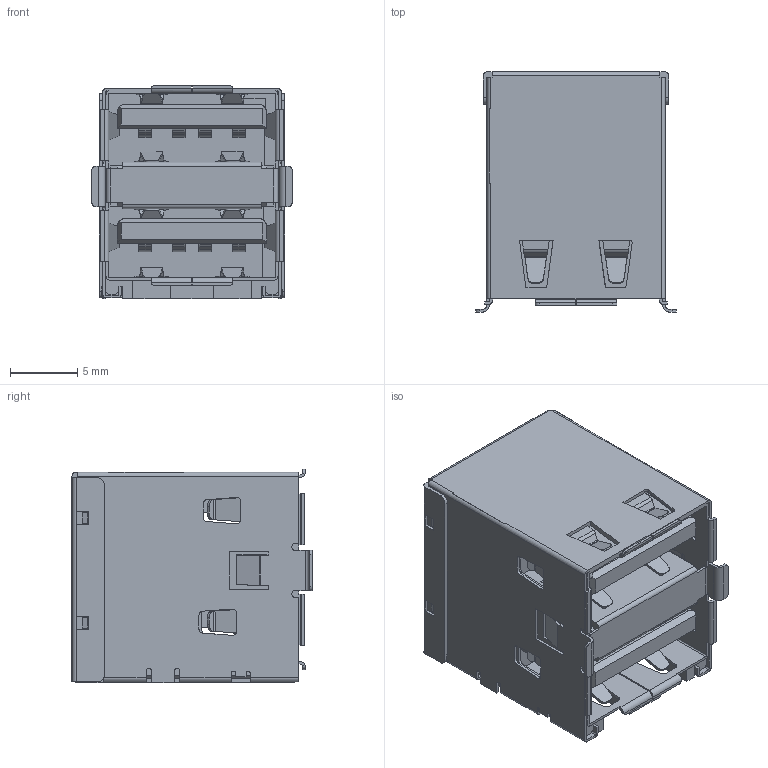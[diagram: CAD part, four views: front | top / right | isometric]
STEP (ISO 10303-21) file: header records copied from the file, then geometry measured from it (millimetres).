
FILE_DESCRIPTION(('FreeCAD Model'),'2;1');
FILE_NAME('usb2x2.step','2019-02-26T12:28:03',( 'kicad StepUp'),('ksu MCAD'),'Open CASCADE STEP processor 7.3', 'FreeCAD','Unknown');
FILE_SCHEMA(('AUTOMOTIVE_DESIGN { 1 0 10303 214 1 1 1 1 }'));
Length unit declared in the file: millimetre
Products named in the file (1): usb2x2
Bounding box: 14.9 x 17.86 x 15.87 mm (x, y, z)
Volume: 2638.3 mm3; surface area: 3109.4 mm2
Topology: 1 solids, 1 shells, 1006 faces, 2904 edges, 1875 vertices
Faces by surface type: plane 674, cylinder 285, bspline 47
Entity records: 42394 total; most frequent: CARTESIAN_POINT 9014, ORIENTED_EDGE 5808, DIRECTION 5048, EDGE_CURVE 2904, LINE 2224, VECTOR 2224, VERTEX_POINT 1875, AXIS2_PLACEMENT_3D 1412
